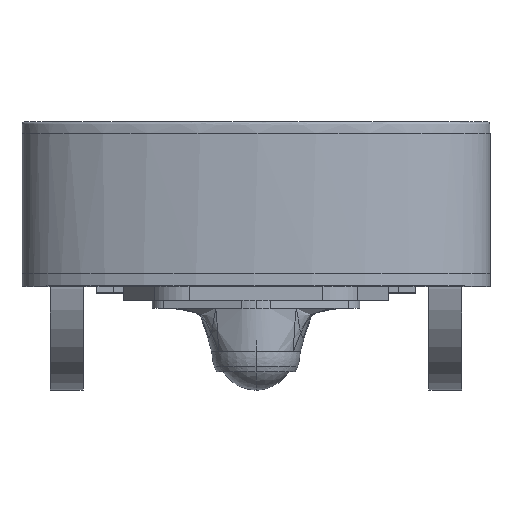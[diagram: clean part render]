
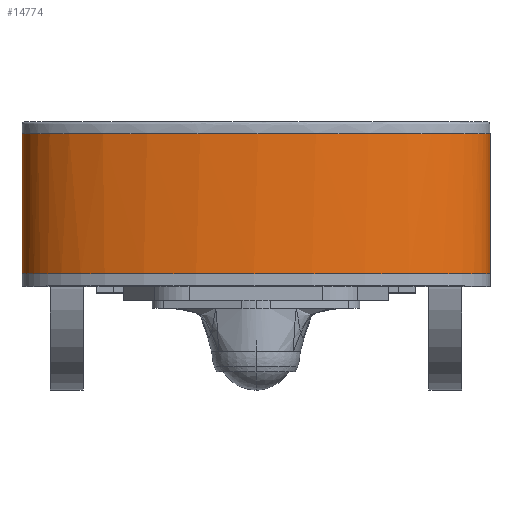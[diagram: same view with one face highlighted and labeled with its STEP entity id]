
A CAD part, top view. The second image highlights one B-rep face of the part: STEP entity #14774.
In plain terms, the highlighted free-form (B-spline) face has degree [3, 1] with [4, 2] control points.
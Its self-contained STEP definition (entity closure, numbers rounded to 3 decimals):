
#108 = EDGE_CURVE ( 'NONE', #6889, #10741, #12591, .T. ) ;
#296 = CARTESIAN_POINT ( 'NONE',  ( 57.5, 63., 1. ) ) ;
#781 = DIRECTION ( 'NONE',  ( 0., -1., 0. ) ) ;
#1303 = EDGE_LOOP ( 'NONE', ( #5765, #11157, #4888, #14657 ) ) ;
#1778 = CARTESIAN_POINT ( 'NONE',  ( 57.5, 216.529, 1. ) ) ;
#1878 = CARTESIAN_POINT ( 'NONE',  ( -57.5, 28.6, 1. ) ) ;
#2032 = FACE_OUTER_BOUND ( 'NONE', #1303, .T. ) ;
#3057 =( BOUNDED_CURVE ( )  B_SPLINE_CURVE ( 3, ( #296, #5020, #6324, #6398 ),
 .UNSPECIFIED., .F., .F. ) 
 B_SPLINE_CURVE_WITH_KNOTS ( ( 4, 4 ),
 ( 0., 1. ),
 .UNSPECIFIED. ) 
 CURVE ( )  GEOMETRIC_REPRESENTATION_ITEM ( )  RATIONAL_B_SPLINE_CURVE ( ( 1., 0.333, 0.333, 1. ) ) 
 REPRESENTATION_ITEM ( '' )  );
#3392 = CARTESIAN_POINT ( 'NONE',  ( 57.5, 63., 1. ) ) ;
#3558 =( BOUNDED_SURFACE ( )  B_SPLINE_SURFACE ( 3, 1, ( 
 ( #11473, #13893 ),
 ( #5446, #5828 ),
 ( #12784, #15275 ),
 ( #4653, #11621 ) ),
 .UNSPECIFIED., .F., .F., .F. ) 
 B_SPLINE_SURFACE_WITH_KNOTS ( ( 4, 4 ),
 ( 2, 2 ),
 ( 0., 1. ),
 ( 0., 1. ),
 .UNSPECIFIED. ) 
 GEOMETRIC_REPRESENTATION_ITEM ( )  RATIONAL_B_SPLINE_SURFACE ( (
 ( 1., 1.),
 ( 0.333, 0.333),
 ( 0.333, 0.333),
 ( 1., 1.) ) ) 
 REPRESENTATION_ITEM ( '' )  SURFACE ( )  );
#3778 = EDGE_CURVE ( 'NONE', #10741, #7286, #12735, .T. ) ;
#4087 = CARTESIAN_POINT ( 'NONE',  ( -57.5, 63., 1. ) ) ;
#4203 = CARTESIAN_POINT ( 'NONE',  ( 57.5, 28.6, 1. ) ) ;
#4233 = CARTESIAN_POINT ( 'NONE',  ( 57.5, 28.6, 1. ) ) ;
#4575 = EDGE_CURVE ( 'NONE', #12613, #6889, #3057, .T. ) ;
#4653 = CARTESIAN_POINT ( 'NONE',  ( 57.5, 63., 1. ) ) ;
#4888 = ORIENTED_EDGE ( 'NONE', *, *, #108, .T. ) ;
#5020 = CARTESIAN_POINT ( 'NONE',  ( 57.5, 63., 51. ) ) ;
#5279 = CARTESIAN_POINT ( 'NONE',  ( -57.5, 28.6, 1. ) ) ;
#5446 = CARTESIAN_POINT ( 'NONE',  ( -57.5, 63., 51. ) ) ;
#5718 = CARTESIAN_POINT ( 'NONE',  ( -57.5, 216.529, 1. ) ) ;
#5765 = ORIENTED_EDGE ( 'NONE', *, *, #15214, .F. ) ;
#5828 = CARTESIAN_POINT ( 'NONE',  ( -57.5, 28.6, 51. ) ) ;
#6324 = CARTESIAN_POINT ( 'NONE',  ( -57.5, 63., 51. ) ) ;
#6398 = CARTESIAN_POINT ( 'NONE',  ( -57.5, 63., 1. ) ) ;
#6598 = CARTESIAN_POINT ( 'NONE',  ( 57.5, 28.6, 51. ) ) ;
#6889 = VERTEX_POINT ( 'NONE', #4087 ) ;
#7286 = VERTEX_POINT ( 'NONE', #4233 ) ;
#8468 = VECTOR ( 'NONE', #781, 1000. ) ;
#8896 = LINE ( 'NONE', #1778, #8468 ) ;
#10741 = VERTEX_POINT ( 'NONE', #5279 ) ;
#11157 = ORIENTED_EDGE ( 'NONE', *, *, #4575, .T. ) ;
#11473 = CARTESIAN_POINT ( 'NONE',  ( -57.5, 63., 1. ) ) ;
#11621 = CARTESIAN_POINT ( 'NONE',  ( 57.5, 28.6, 1. ) ) ;
#12551 = VECTOR ( 'NONE', #13998, 1000. ) ;
#12591 = LINE ( 'NONE', #5718, #12551 ) ;
#12613 = VERTEX_POINT ( 'NONE', #3392 ) ;
#12735 =( BOUNDED_CURVE ( )  B_SPLINE_CURVE ( 3, ( #1878, #13563, #6598, #4203 ),
 .UNSPECIFIED., .F., .F. ) 
 B_SPLINE_CURVE_WITH_KNOTS ( ( 4, 4 ),
 ( 3.142, 6.283 ),
 .UNSPECIFIED. ) 
 CURVE ( )  GEOMETRIC_REPRESENTATION_ITEM ( )  RATIONAL_B_SPLINE_CURVE ( ( 1., 0.333, 0.333, 1. ) ) 
 REPRESENTATION_ITEM ( '' )  );
#12784 = CARTESIAN_POINT ( 'NONE',  ( 57.5, 63., 51. ) ) ;
#13563 = CARTESIAN_POINT ( 'NONE',  ( -57.5, 28.6, 51. ) ) ;
#13893 = CARTESIAN_POINT ( 'NONE',  ( -57.5, 28.6, 1. ) ) ;
#13998 = DIRECTION ( 'NONE',  ( 0., -1., 0. ) ) ;
#14657 = ORIENTED_EDGE ( 'NONE', *, *, #3778, .T. ) ;
#14774 = ADVANCED_FACE ( 'NONE', ( #2032 ), #3558, .F. ) ;
#15214 = EDGE_CURVE ( 'NONE', #12613, #7286, #8896, .T. ) ;
#15275 = CARTESIAN_POINT ( 'NONE',  ( 57.5, 28.6, 51. ) ) ;
